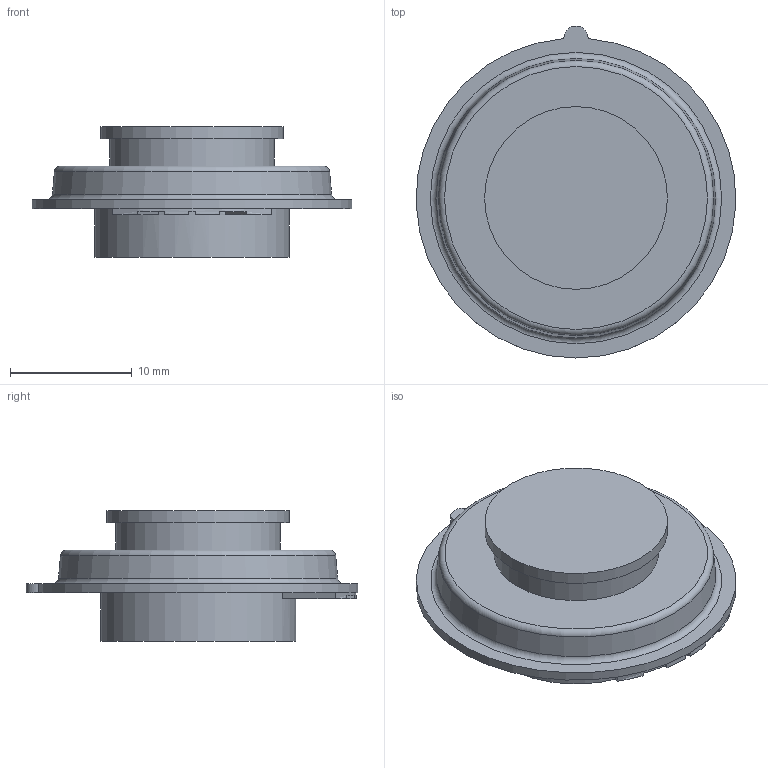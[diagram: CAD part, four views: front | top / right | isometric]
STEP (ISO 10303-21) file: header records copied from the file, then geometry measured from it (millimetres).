
FILE_DESCRIPTION(/* description */ ('Alibre Inc.'),/* implementation_level */ '2;1');
FILE_NAME(/* name */ 'export0',/* time_stamp */ '2018-03-18T15:59:00-05:00',/* author */ (''),/* organization */ (''),/* preprocessor_version */ 'ST-DEVELOPER v14',/* originating_system */ 'Alibre',/* authorisation */ '');
FILE_SCHEMA (('CONFIG_CONTROL_DESIGN'));
Length unit declared in the file: centimetre
Products named in the file (1): ID_1
Bounding box: 26.23 x 27.25 x 10.75 mm (x, y, z)
Volume: 2850.4 mm3; surface area: 1728.5 mm2
Topology: 1 solids, 1 shells, 32 faces, 76 edges, 50 vertices
Faces by surface type: plane 23, cylinder 6, torus 2, cone 1
Full cylindrical faces by diameter (mm): 13.5 x1, 15 x1, 16 x1
Entity records: 940 total; most frequent: CARTESIAN_POINT 147, ORIENTED_EDGE 138, DIRECTION 132, EDGE_CURVE 69, AXIS2_PLACEMENT_3D 58, VERTEX_POINT 49, EDGE_LOOP 42, FACE_BOUND 42
